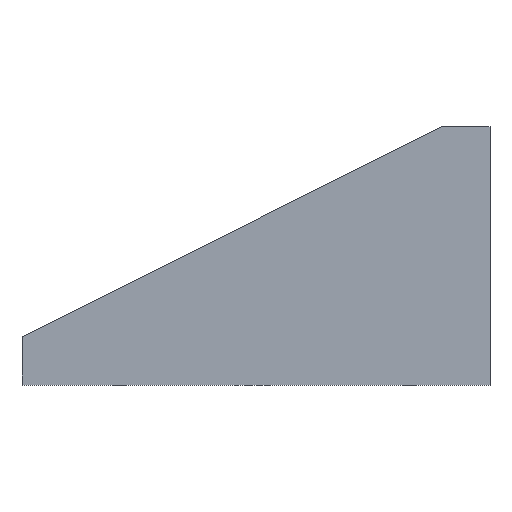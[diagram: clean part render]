
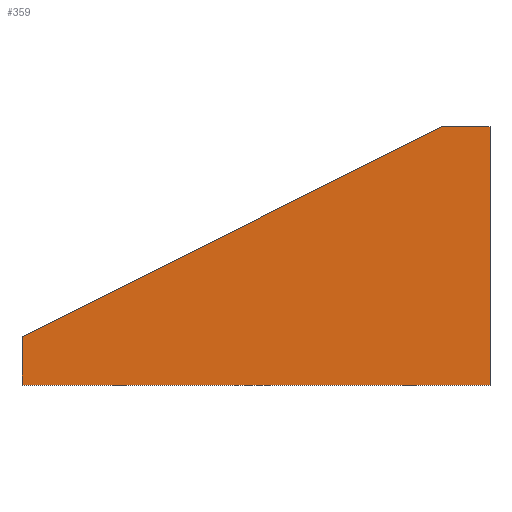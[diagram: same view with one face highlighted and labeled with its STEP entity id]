
A CAD part, top view. The second image highlights one B-rep face of the part: STEP entity #359.
In plain terms, the highlighted planar face has unit normal (0, 0, 1).
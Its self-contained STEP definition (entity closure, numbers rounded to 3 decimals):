
#103=PLANE('',#409);
#125=FACE_OUTER_BOUND('',#147,.T.);
#147=EDGE_LOOP('',(#333,#334,#335,#336,#337));
#164=LINE('',#600,#189);
#166=LINE('',#604,#191);
#168=LINE('',#608,#193);
#170=LINE('',#612,#195);
#172=LINE('',#615,#197);
#189=VECTOR('',#488,10.);
#191=VECTOR('',#492,10.);
#193=VECTOR('',#496,10.);
#195=VECTOR('',#500,10.);
#197=VECTOR('',#504,10.);
#228=VERTEX_POINT('',#597);
#229=VERTEX_POINT('',#599);
#230=VERTEX_POINT('',#603);
#231=VERTEX_POINT('',#607);
#232=VERTEX_POINT('',#611);
#259=EDGE_CURVE('',#229,#228,#164,.T.);
#261=EDGE_CURVE('',#230,#229,#166,.T.);
#263=EDGE_CURVE('',#231,#230,#168,.T.);
#265=EDGE_CURVE('',#232,#231,#170,.T.);
#267=EDGE_CURVE('',#228,#232,#172,.T.);
#333=ORIENTED_EDGE('',*,*,#267,.T.);
#334=ORIENTED_EDGE('',*,*,#265,.T.);
#335=ORIENTED_EDGE('',*,*,#263,.T.);
#336=ORIENTED_EDGE('',*,*,#261,.T.);
#337=ORIENTED_EDGE('',*,*,#259,.T.);
#359=ADVANCED_FACE('',(#125),#103,.T.);
#409=AXIS2_PLACEMENT_3D('',#616,#505,#506);
#488=DIRECTION('',(1.,0.,0.));
#492=DIRECTION('',(0.,-1.,0.));
#496=DIRECTION('',(-0.894,-0.447,0.));
#500=DIRECTION('',(-1.,0.,0.));
#504=DIRECTION('',(0.,1.,0.));
#505=DIRECTION('center_axis',(0.,0.,1.));
#506=DIRECTION('ref_axis',(1.,0.,0.));
#597=CARTESIAN_POINT('',(72.5,-40.,4.));
#599=CARTESIAN_POINT('',(-72.5,-40.,4.));
#600=CARTESIAN_POINT('',(-72.5,-40.,4.));
#603=CARTESIAN_POINT('',(-72.5,-25.,4.));
#604=CARTESIAN_POINT('',(-72.5,40.,4.));
#607=CARTESIAN_POINT('',(57.5,40.,4.));
#608=CARTESIAN_POINT('',(57.5,40.,4.));
#611=CARTESIAN_POINT('',(72.5,40.,4.));
#612=CARTESIAN_POINT('',(72.5,40.,4.));
#615=CARTESIAN_POINT('',(72.5,-40.,4.));
#616=CARTESIAN_POINT('Origin',(0.,0.,
4.));
